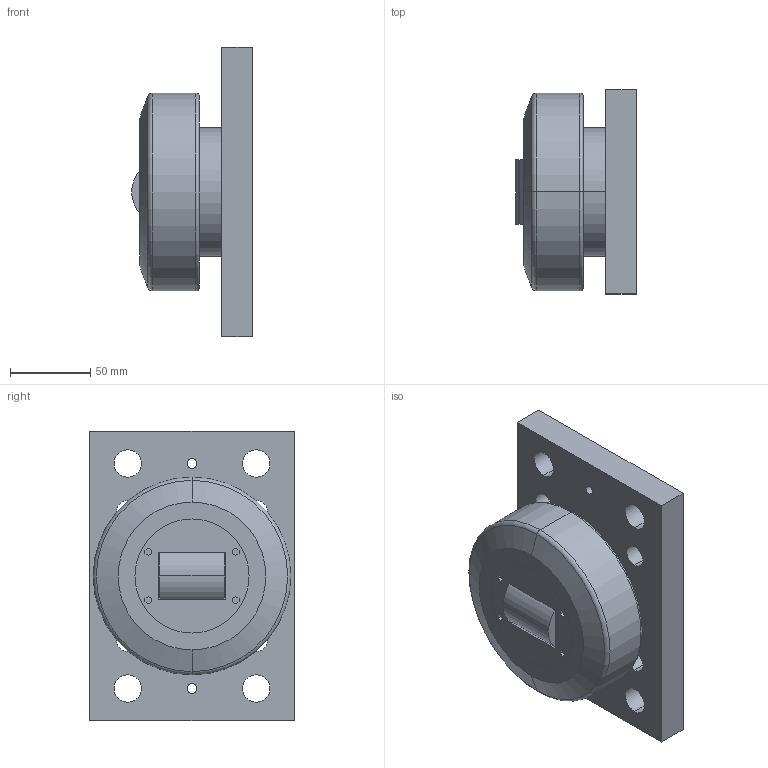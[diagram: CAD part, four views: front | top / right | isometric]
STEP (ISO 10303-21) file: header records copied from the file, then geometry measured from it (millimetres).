
FILE_DESCRIPTION (( 'STEP AP203' ), '1' );
FILE_NAME ('CRT_5B2B459CA5.step', '2022-12-09T20:04:42', ( '' ), ( '' ), 'SwSTEP 2.0', 'SolidWorks 2019', '' );
FILE_SCHEMA (( 'CONFIG_CONTROL_DESIGN' ));
Length unit declared in the file: inch
Products named in the file (3): CRT_5B2B459CA5; rkimhqVKTm_CADModel_0
Assembly tree (1 placements, depth 2):
  CRT_5B2B459CA5
    rkimhqVKTm_CADModel_0
  rkimhqVKTm_CADModel_0
Bounding box: 75.05 x 127 x 180.01 mm (x, y, z)
Volume: 888269.5 mm3; surface area: 139244.1 mm2
Topology: 5 solids, 5 shells, 105 faces, 249 edges, 161 vertices
Faces by surface type: cylinder 48, plane 45, cone 8, torus 4
Entity records: 3814 total; most frequent: CARTESIAN_POINT 997, DIRECTION 553, ORIENTED_EDGE 494, EDGE_CURVE 247, AXIS2_PLACEMENT_3D 206, VERTEX_POINT 161, EDGE_LOOP 142, LINE 141
